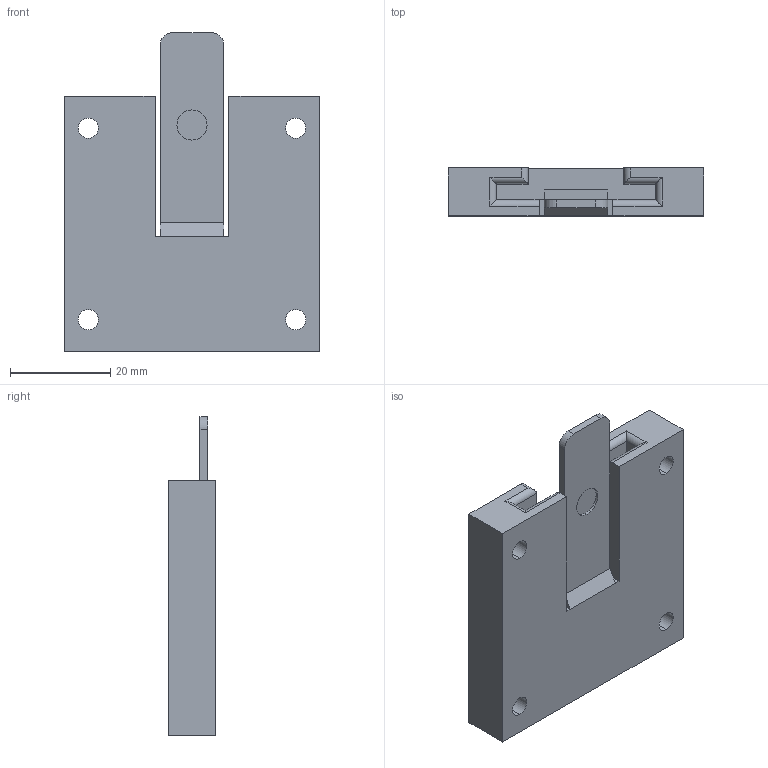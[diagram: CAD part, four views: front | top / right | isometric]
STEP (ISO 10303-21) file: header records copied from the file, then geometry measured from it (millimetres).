
FILE_DESCRIPTION (( 'STEP AP214' ), '1' );
FILE_NAME ('Main Lock Mechanism.STEP', '2025-03-20T01:31:42', ( '' ), ( '' ), 'SwSTEP 2.0', 'SolidWorks 2024', '' );
FILE_SCHEMA (( 'AUTOMOTIVE_DESIGN' ));
Length unit declared in the file: inch
Products named in the file (1): Main Lock Mechanism
Bounding box: 50.8 x 9.53 x 63.5 mm (x, y, z)
Volume: 17034 mm3; surface area: 9572.5 mm2
Topology: 1 solids, 1 shells, 48 faces, 127 edges, 82 vertices
Faces by surface type: plane 28, cylinder 20
Entity records: 1518 total; most frequent: CARTESIAN_POINT 276, ORIENTED_EDGE 254, DIRECTION 247, EDGE_CURVE 127, LINE 93, VECTOR 93, VERTEX_POINT 82, AXIS2_PLACEMENT_3D 77
